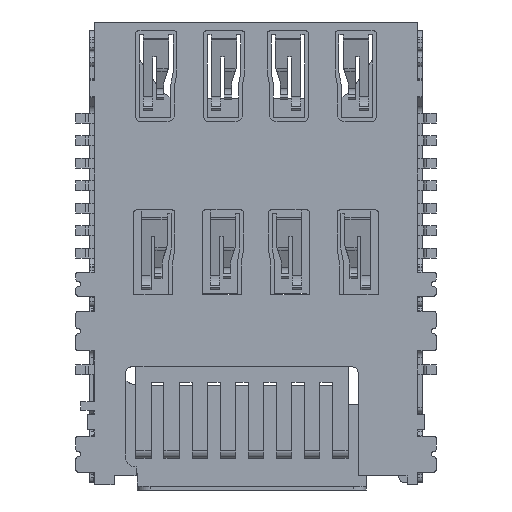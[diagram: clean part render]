
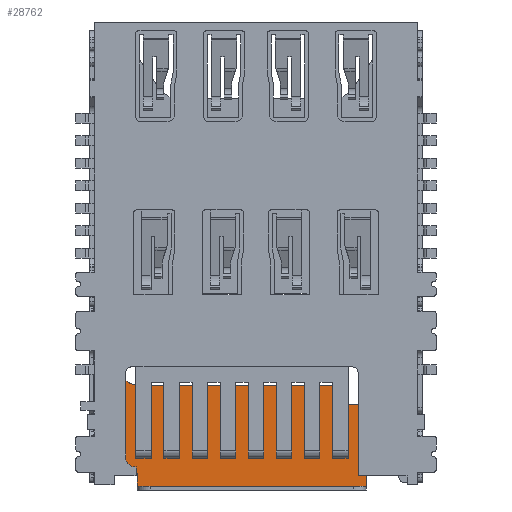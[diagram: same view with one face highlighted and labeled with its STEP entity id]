
A CAD part, front view. The second image highlights one B-rep face of the part: STEP entity #28762.
In plain terms, the highlighted planar face has unit normal (0, -1, 0).
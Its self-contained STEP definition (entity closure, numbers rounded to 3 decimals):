
#8157=DIRECTION('',(-1.,0.,0.));
#8158=VECTOR('',#8157,8.95);
#8159=CARTESIAN_POINT('',(4.306,2.,-9.1));
#8160=LINE('',#8159,#8158);
#8161=DIRECTION('',(0.,0.,1.));
#8162=VECTOR('',#8161,0.45);
#8163=CARTESIAN_POINT('',(-4.644,2.,-9.1));
#8164=LINE('',#8163,#8162);
#8165=CARTESIAN_POINT('',(-4.744,2.,-8.65));
#8166=DIRECTION('',(0.,-1.,0.));
#8167=DIRECTION('',(1.,0.,0.));
#8168=AXIS2_PLACEMENT_3D('',#8165,#8166,#8167);
#8170=DIRECTION('',(-1.,0.,0.));
#8171=VECTOR('',#8170,0.701);
#8172=CARTESIAN_POINT('',(-4.844,2.,-8.65));
#8173=LINE('',#8172,#8171);
#8174=CARTESIAN_POINT('',(-4.5,2.,-4.18));
#8175=DIRECTION('',(0.,-1.,0.));
#8176=DIRECTION('',(-0.93,0.,-0.368));
#8177=AXIS2_PLACEMENT_3D('',#8174,#8175,#8176);
#8179=DIRECTION('',(1.,0.,0.));
#8180=VECTOR('',#8179,7.8);
#8181=CARTESIAN_POINT('',(-4.5,2.,-5.18));
#8182=LINE('',#8181,#8180);
#8183=CARTESIAN_POINT('',(3.3,2.,-5.38));
#8184=DIRECTION('',(0.,1.,0.));
#8185=DIRECTION('',(0.,0.,1.));
#8186=AXIS2_PLACEMENT_3D('',#8183,#8184,#8185);
#8188=DIRECTION('',(0.,0.,-1.));
#8189=VECTOR('',#8188,0.32);
#8190=CARTESIAN_POINT('',(3.5,2.,-5.38));
#8191=LINE('',#8190,#8189);
#8192=CARTESIAN_POINT('',(3.7,2.,-5.7));
#8193=DIRECTION('',(0.,-1.,0.));
#8194=DIRECTION('',(-1.,0.,0.));
#8195=AXIS2_PLACEMENT_3D('',#8192,#8193,#8194);
#8197=DIRECTION('',(1.,0.,0.));
#8198=VECTOR('',#8197,0.69);
#8199=CARTESIAN_POINT('',(3.7,2.,-5.9));
#8200=LINE('',#8199,#8198);
#8201=CARTESIAN_POINT('',(4.406,2.,-8.65));
#8202=DIRECTION('',(0.,-1.,0.));
#8203=DIRECTION('',(-0.157,0.,0.988));
#8204=AXIS2_PLACEMENT_3D('',#8201,#8202,#8203);
#8206=DIRECTION('',(0.,0.,-1.));
#8207=VECTOR('',#8206,0.45);
#8208=CARTESIAN_POINT('',(4.306,2.,-8.65));
#8209=LINE('',#8208,#8207);
#11145=DIRECTION('',(0.,0.,1.));
#11146=VECTOR('',#11145,1.75);
#11147=CARTESIAN_POINT('',(-5.545,2.,-8.65));
#11148=LINE('',#11147,#11146);
#11169=DIRECTION('',(1.,0.,0.));
#11170=VECTOR('',#11169,0.115);
#11171=CARTESIAN_POINT('',(-5.545,2.,-6.9));
#11172=LINE('',#11171,#11170);
#11177=DIRECTION('',(0.,0.,1.));
#11178=VECTOR('',#11177,2.352);
#11179=CARTESIAN_POINT('',(-5.43,2.,-6.9));
#11180=LINE('',#11179,#11178);
#12719=DIRECTION('',(0.,0.,-1.));
#12720=VECTOR('',#12719,2.651);
#12721=CARTESIAN_POINT('',(4.39,2.,-5.9));
#12722=LINE('',#12721,#12720);
#16923=CARTESIAN_POINT('',(-4.5,2.,-5.18));
#16924=CARTESIAN_POINT('',(3.3,2.,-5.18));
#16925=VERTEX_POINT('',#16923);
#16926=VERTEX_POINT('',#16924);
#16927=CARTESIAN_POINT('',(3.5,2.,-5.38));
#16928=VERTEX_POINT('',#16927);
#16929=CARTESIAN_POINT('',(3.5,2.,-5.7));
#16930=VERTEX_POINT('',#16929);
#16931=CARTESIAN_POINT('',(3.7,2.,-5.9));
#16932=VERTEX_POINT('',#16931);
#16937=CARTESIAN_POINT('',(-4.644,2.,-8.65));
#16938=CARTESIAN_POINT('',(-4.844,2.,-8.65));
#16939=VERTEX_POINT('',#16937);
#16940=VERTEX_POINT('',#16938);
#16989=CARTESIAN_POINT('',(4.306,2.,-8.65));
#16990=VERTEX_POINT('',#16989);
#16995=CARTESIAN_POINT('',(-5.545,2.,-8.65));
#16996=CARTESIAN_POINT('',(-5.545,2.,-6.9));
#16997=VERTEX_POINT('',#16995);
#16998=VERTEX_POINT('',#16996);
#17005=CARTESIAN_POINT('',(-5.43,2.,-4.548));
#17007=VERTEX_POINT('',#17005);
#17013=CARTESIAN_POINT('',(4.39,2.,-8.551));
#17015=VERTEX_POINT('',#17013);
#17025=CARTESIAN_POINT('',(4.39,2.,-5.9));
#17026=VERTEX_POINT('',#17025);
#17037=CARTESIAN_POINT('',(-5.43,2.,-6.9));
#17038=VERTEX_POINT('',#17037);
#17309=CARTESIAN_POINT('',(4.306,2.,-9.1));
#17310=CARTESIAN_POINT('',(-4.644,2.,-9.1));
#17311=VERTEX_POINT('',#17309);
#17312=VERTEX_POINT('',#17310);
#28723=CARTESIAN_POINT('',(0.,2.,0.));
#28724=DIRECTION('',(0.,1.,0.));
#28725=DIRECTION('',(0.,0.,-1.));
#28726=AXIS2_PLACEMENT_3D('',#28723,#28724,#28725);
#28727=PLANE('',#28726);
#28729=ORIENTED_EDGE('',*,*,#28728,.T.);
#28731=ORIENTED_EDGE('',*,*,#28730,.T.);
#28733=ORIENTED_EDGE('',*,*,#28732,.T.);
#28735=ORIENTED_EDGE('',*,*,#28734,.T.);
#28737=ORIENTED_EDGE('',*,*,#28736,.T.);
#28739=ORIENTED_EDGE('',*,*,#28738,.T.);
#28741=ORIENTED_EDGE('',*,*,#28740,.T.);
#28743=ORIENTED_EDGE('',*,*,#28742,.T.);
#28745=ORIENTED_EDGE('',*,*,#28744,.T.);
#28747=ORIENTED_EDGE('',*,*,#28746,.T.);
#28749=ORIENTED_EDGE('',*,*,#28748,.T.);
#28751=ORIENTED_EDGE('',*,*,#28750,.T.);
#28753=ORIENTED_EDGE('',*,*,#28752,.T.);
#28755=ORIENTED_EDGE('',*,*,#28754,.T.);
#28757=ORIENTED_EDGE('',*,*,#28756,.T.);
#28759=ORIENTED_EDGE('',*,*,#28758,.T.);
#28760=EDGE_LOOP('',(#28729,#28731,#28733,#28735,#28737,#28739,#28741,#28743,
#28745,#28747,#28749,#28751,#28753,#28755,#28757,#28759));
#28761=FACE_OUTER_BOUND('',#28760,.F.);
#28762=ADVANCED_FACE('',(#28761),#28727,.F.);
#8169=CIRCLE('',#8168,0.1);
#8178=CIRCLE('',#8177,1.);
#8187=CIRCLE('',#8186,0.2);
#8196=CIRCLE('',#8195,0.2);
#8205=CIRCLE('',#8204,0.1);
#28728=EDGE_CURVE('',#17311,#17312,#8160,.T.);
#28730=EDGE_CURVE('',#17312,#16939,#8164,.T.);
#28732=EDGE_CURVE('',#16939,#16940,#8169,.T.);
#28734=EDGE_CURVE('',#16940,#16997,#8173,.T.);
#28736=EDGE_CURVE('',#16997,#16998,#11148,.T.);
#28738=EDGE_CURVE('',#16998,#17038,#11172,.T.);
#28740=EDGE_CURVE('',#17038,#17007,#11180,.T.);
#28742=EDGE_CURVE('',#17007,#16925,#8178,.T.);
#28744=EDGE_CURVE('',#16925,#16926,#8182,.T.);
#28746=EDGE_CURVE('',#16926,#16928,#8187,.T.);
#28748=EDGE_CURVE('',#16928,#16930,#8191,.T.);
#28750=EDGE_CURVE('',#16930,#16932,#8196,.T.);
#28752=EDGE_CURVE('',#16932,#17026,#8200,.T.);
#28754=EDGE_CURVE('',#17026,#17015,#12722,.T.);
#28756=EDGE_CURVE('',#17015,#16990,#8205,.T.);
#28758=EDGE_CURVE('',#16990,#17311,#8209,.T.);
